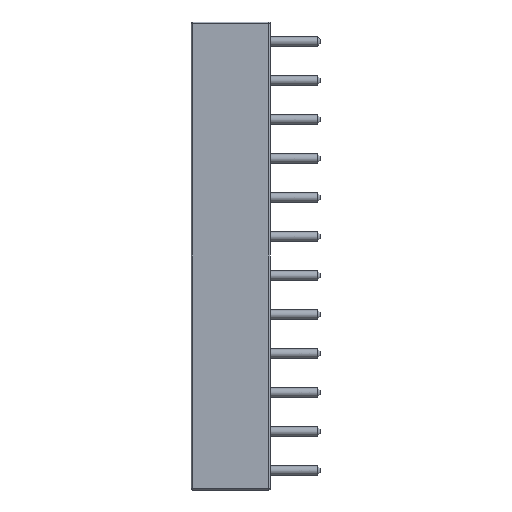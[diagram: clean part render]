
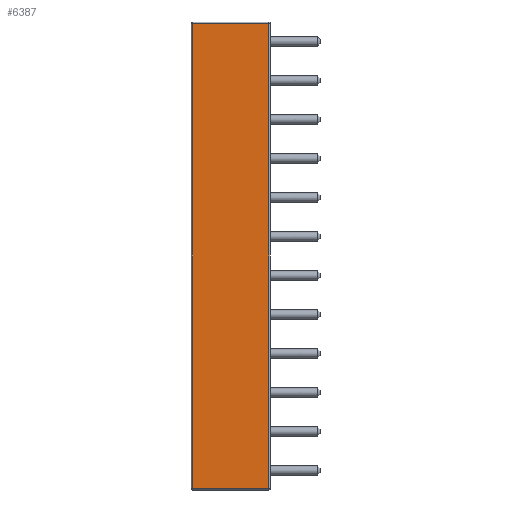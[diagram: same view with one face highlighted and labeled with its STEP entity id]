
A CAD part, left-side view. The second image highlights one B-rep face of the part: STEP entity #6387.
In plain terms, the highlighted planar face has unit normal (-1, 0, 0).
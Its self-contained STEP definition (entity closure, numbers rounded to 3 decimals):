
#356=PLANE('',#6857);
#668=FACE_OUTER_BOUND('',#1054,.T.);
#1054=EDGE_LOOP('',(#4941,#4942,#4943,#4944));
#1409=LINE('',#9200,#2037);
#1641=LINE('',#10041,#2269);
#1643=LINE('',#10044,#2271);
#1647=LINE('',#10051,#2275);
#2037=VECTOR('',#7322,10.);
#2269=VECTOR('',#7878,10.);
#2271=VECTOR('',#7882,10.);
#2275=VECTOR('',#7892,10.);
#2914=VERTEX_POINT('',#9194);
#2916=VERTEX_POINT('',#9198);
#3152=VERTEX_POINT('',#10019);
#3157=VERTEX_POINT('',#10034);
#3513=EDGE_CURVE('',#2916,#2914,#1409,.T.);
#3852=EDGE_CURVE('',#3152,#3157,#1641,.T.);
#3854=EDGE_CURVE('',#3157,#2916,#1643,.T.);
#3858=EDGE_CURVE('',#2914,#3152,#1647,.T.);
#4941=ORIENTED_EDGE('',*,*,#3513,.F.);
#4942=ORIENTED_EDGE('',*,*,#3854,.F.);
#4943=ORIENTED_EDGE('',*,*,#3852,.F.);
#4944=ORIENTED_EDGE('',*,*,#3858,.F.);
#6387=ADVANCED_FACE('',(#668),#356,.F.);
#6857=AXIS2_PLACEMENT_3D('',#10058,#7903,#7904);
#7322=DIRECTION('',(0.,1.,0.));
#7878=DIRECTION('',(0.,-1.,0.));
#7882=DIRECTION('',(0.,0.,-1.));
#7892=DIRECTION('',(0.,0.,1.));
#7903=DIRECTION('center_axis',(1.,0.,0.));
#7904=DIRECTION('ref_axis',(0.,-1.,0.));
#9194=CARTESIAN_POINT('',(-5.08,5.06,-30.38));
#9198=CARTESIAN_POINT('',(-5.08,0.1,-30.38));
#9200=CARTESIAN_POINT('',(-5.08,3.87,-30.38));
#10019=CARTESIAN_POINT('',(-5.08,5.06,-0.1));
#10034=CARTESIAN_POINT('',(-5.08,0.1,-0.1));
#10041=CARTESIAN_POINT('',(-5.08,3.87,-0.1));
#10044=CARTESIAN_POINT('',(-5.08,0.1,0.));
#10051=CARTESIAN_POINT('',(-5.08,5.06,0.));
#10058=CARTESIAN_POINT('Origin',(-5.08,5.16,0.));
